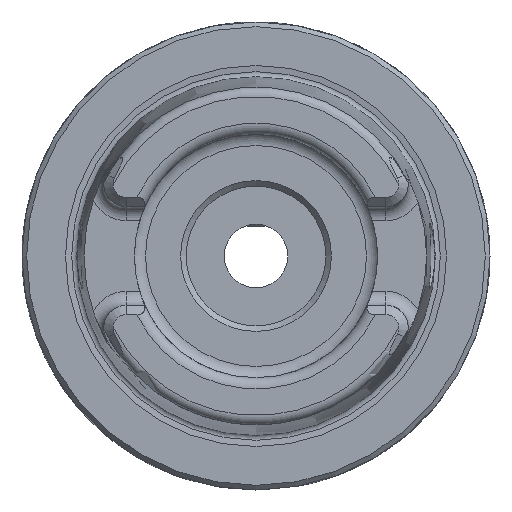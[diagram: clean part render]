
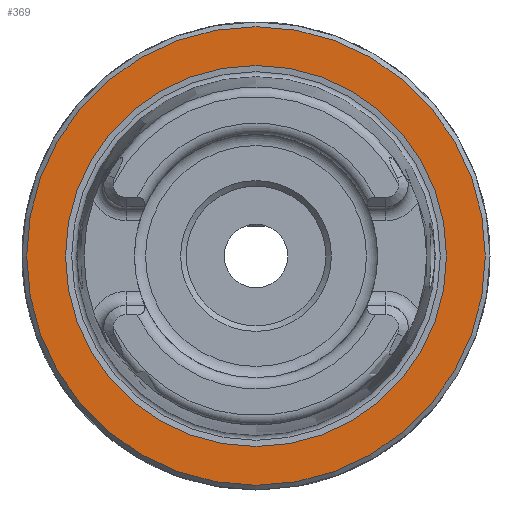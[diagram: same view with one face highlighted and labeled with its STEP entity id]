
A CAD part, left-side view. The second image highlights one B-rep face of the part: STEP entity #369.
In plain terms, the highlighted planar face has unit normal (-1, 0, 0).
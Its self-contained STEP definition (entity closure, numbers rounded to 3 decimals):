
#369 = ADVANCED_FACE( '', ( #824, #825 ), #826, .F. );
#824 = FACE_BOUND( '', #1351, .T. );
#825 = FACE_OUTER_BOUND( '', #1352, .T. );
#826 = PLANE( '', #1353 );
#1351 = EDGE_LOOP( '', ( #2357 ) );
#1352 = EDGE_LOOP( '', ( #2358 ) );
#1353 = AXIS2_PLACEMENT_3D( '', #2359, #2360, #2361 );
#2357 = ORIENTED_EDGE( '', *, *, #3208, .F. );
#2358 = ORIENTED_EDGE( '', *, *, #2961, .T. );
#2359 = CARTESIAN_POINT( '', ( 0., 0., 24.5 ) );
#2360 = DIRECTION( '', ( 1., 0., 0. ) );
#2361 = DIRECTION( '', ( 0., 0., -1. ) );
#2961 = EDGE_CURVE( '', #3556, #3556, #3557, .T. );
#3208 = EDGE_CURVE( '', #3910, #3910, #3911, .T. );
#3556 = VERTEX_POINT( '', #5039 );
#3557 = CIRCLE( '', #5040, 24.5 );
#3910 = VERTEX_POINT( '', #5797 );
#3911 = CIRCLE( '', #5798, 20.354 );
#5039 = CARTESIAN_POINT( '', ( 0., 0., 24.5 ) );
#5040 = AXIS2_PLACEMENT_3D( '', #6182, #6183, #6184 );
#5797 = CARTESIAN_POINT( '', ( 0., 0., 20.354 ) );
#5798 = AXIS2_PLACEMENT_3D( '', #6459, #6460, #6461 );
#6182 = CARTESIAN_POINT( '', ( 0., 0., 0. ) );
#6183 = DIRECTION( '', ( -1., 0., 0. ) );
#6184 = DIRECTION( '', ( 0., 0., 1. ) );
#6459 = CARTESIAN_POINT( '', ( 0., 0., 0. ) );
#6460 = DIRECTION( '', ( -1., 0., 0. ) );
#6461 = DIRECTION( '', ( 0., 0., 1. ) );
